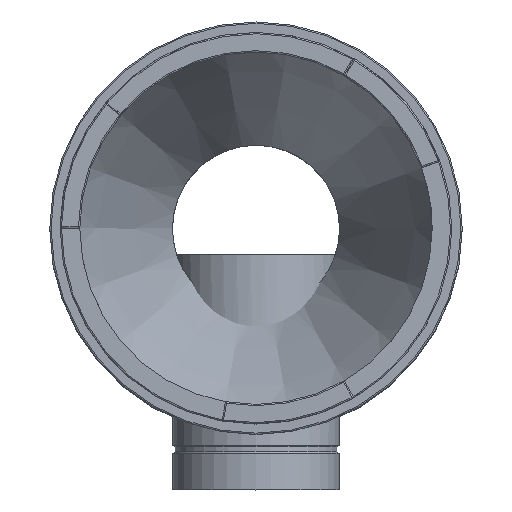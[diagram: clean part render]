
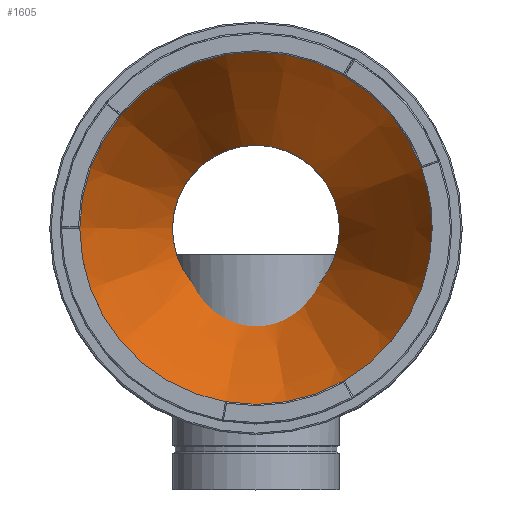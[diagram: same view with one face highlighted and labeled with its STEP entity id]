
A CAD part, top view. The second image highlights one B-rep face of the part: STEP entity #1605.
In plain terms, the highlighted conical face has half-angle 24.489 degrees and reference radius 53.75 mm.
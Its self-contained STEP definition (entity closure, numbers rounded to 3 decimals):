
#41=CONICAL_SURFACE('',#1774,53.75,0.427);
#155=FACE_OUTER_BOUND('',#251,.T.);
#251=EDGE_LOOP('',(#1333,#1334,#1335,#1336,#1337,#1338,#1339));
#348=CIRCLE('',#1766,32.);
#349=CIRCLE('',#1767,32.);
#353=CIRCLE('',#1775,75.5);
#354=CIRCLE('',#1776,75.5);
#435=B_SPLINE_CURVE_WITH_KNOTS('',3,(#3650,#3651,#3652,#3653,#3654,#3655,
#3656,#3657,#3658,#3659,#3660,#3661,#3662,#3663,#3664,#3665,#3666,#3667,
#3668,#3669,#3670,#3671),.UNSPECIFIED.,.F.,.F.,(4,2,2,2,2,2,2,2,2,2,4),
(2.311,2.505,3.119,3.734,4.348,
4.963,5.578,6.192,6.807,7.421,
7.615),.UNSPECIFIED.);
#505=LINE('',#3978,#588);
#588=VECTOR('',#2133,53.75);
#729=VERTEX_POINT('',#3638);
#730=VERTEX_POINT('',#3649);
#732=VERTEX_POINT('',#3692);
#737=VERTEX_POINT('',#3977);
#738=VERTEX_POINT('',#3979);
#942=EDGE_CURVE('',#730,#729,#435,.T.);
#946=EDGE_CURVE('',#732,#730,#348,.T.);
#947=EDGE_CURVE('',#729,#732,#349,.T.);
#955=EDGE_CURVE('',#732,#737,#505,.T.);
#956=EDGE_CURVE('',#738,#737,#353,.T.);
#957=EDGE_CURVE('',#737,#738,#354,.T.);
#1333=ORIENTED_EDGE('',*,*,#942,.T.);
#1334=ORIENTED_EDGE('',*,*,#947,.T.);
#1335=ORIENTED_EDGE('',*,*,#955,.T.);
#1336=ORIENTED_EDGE('',*,*,#956,.F.);
#1337=ORIENTED_EDGE('',*,*,#957,.F.);
#1338=ORIENTED_EDGE('',*,*,#955,.F.);
#1339=ORIENTED_EDGE('',*,*,#946,.T.);
#1605=ADVANCED_FACE('',(#155),#41,.F.);
#1766=AXIS2_PLACEMENT_3D('',#3693,#2112,#2113);
#1767=AXIS2_PLACEMENT_3D('',#3694,#2114,#2115);
#1774=AXIS2_PLACEMENT_3D('',#3976,#2131,#2132);
#1775=AXIS2_PLACEMENT_3D('',#3980,#2134,#2135);
#1776=AXIS2_PLACEMENT_3D('',#3981,#2136,#2137);
#2112=DIRECTION('center_axis',(0.,0.,-1.));
#2113=DIRECTION('ref_axis',(1.,0.,0.));
#2114=DIRECTION('center_axis',(0.,0.,-1.));
#2115=DIRECTION('ref_axis',(1.,0.,0.));
#2131=DIRECTION('center_axis',(0.,0.,1.));
#2132=DIRECTION('ref_axis',(-1.,0.,0.));
#2133=DIRECTION('',(0.415,0.,0.91));
#2134=DIRECTION('center_axis',(0.,0.,-1.));
#2135=DIRECTION('ref_axis',(1.,0.,0.));
#2136=DIRECTION('center_axis',(0.,0.,-1.));
#2137=DIRECTION('ref_axis',(1.,0.,0.));
#3638=CARTESIAN_POINT('',(-21.,-24.145,95.));
#3649=CARTESIAN_POINT('',(21.,-24.145,95.));
#3650=CARTESIAN_POINT('Ctrl Pts',(21.,-24.145,95.));
#3651=CARTESIAN_POINT('Ctrl Pts',(20.685,-24.619,95.331));
#3652=CARTESIAN_POINT('Ctrl Pts',(20.359,-25.081,95.657));
#3653=CARTESIAN_POINT('Ctrl Pts',(18.958,-26.953,96.994));
#3654=CARTESIAN_POINT('Ctrl Pts',(17.713,-28.352,98.026));
#3655=CARTESIAN_POINT('Ctrl Pts',(14.88,-30.91,99.95));
#3656=CARTESIAN_POINT('Ctrl Pts',(13.292,-32.07,100.843));
#3657=CARTESIAN_POINT('Ctrl Pts',(9.845,-34.002,102.343));
#3658=CARTESIAN_POINT('Ctrl Pts',(7.98,-34.775,102.951));
#3659=CARTESIAN_POINT('Ctrl Pts',(4.082,-35.824,103.78));
#3660=CARTESIAN_POINT('Ctrl Pts',(2.049,-36.099,104.));
#3661=CARTESIAN_POINT('Ctrl Pts',(-2.049,-36.099,104.));
#3662=CARTESIAN_POINT('Ctrl Pts',(-4.082,-35.824,103.78));
#3663=CARTESIAN_POINT('Ctrl Pts',(-7.98,-34.775,102.951));
#3664=CARTESIAN_POINT('Ctrl Pts',(-9.845,-34.002,102.343));
#3665=CARTESIAN_POINT('Ctrl Pts',(-13.292,-32.07,100.843));
#3666=CARTESIAN_POINT('Ctrl Pts',(-14.88,-30.91,99.95));
#3667=CARTESIAN_POINT('Ctrl Pts',(-17.713,-28.352,98.026));
#3668=CARTESIAN_POINT('Ctrl Pts',(-18.958,-26.953,96.994));
#3669=CARTESIAN_POINT('Ctrl Pts',(-20.359,-25.081,95.657));
#3670=CARTESIAN_POINT('Ctrl Pts',(-20.685,-24.619,95.331));
#3671=CARTESIAN_POINT('Ctrl Pts',(-21.,-24.145,95.));
#3692=CARTESIAN_POINT('',(32.,0.,95.));
#3693=CARTESIAN_POINT('Origin',(0.,0.,95.));
#3694=CARTESIAN_POINT('Origin',(0.,0.,95.));
#3976=CARTESIAN_POINT('Origin',(0.,0.,142.75));
#3977=CARTESIAN_POINT('',(75.5,0.,190.5));
#3978=CARTESIAN_POINT('',(53.75,0.,142.75));
#3979=CARTESIAN_POINT('',(-75.5,0.,190.5));
#3980=CARTESIAN_POINT('Origin',(0.,0.,190.5));
#3981=CARTESIAN_POINT('Origin',(0.,0.,190.5));
